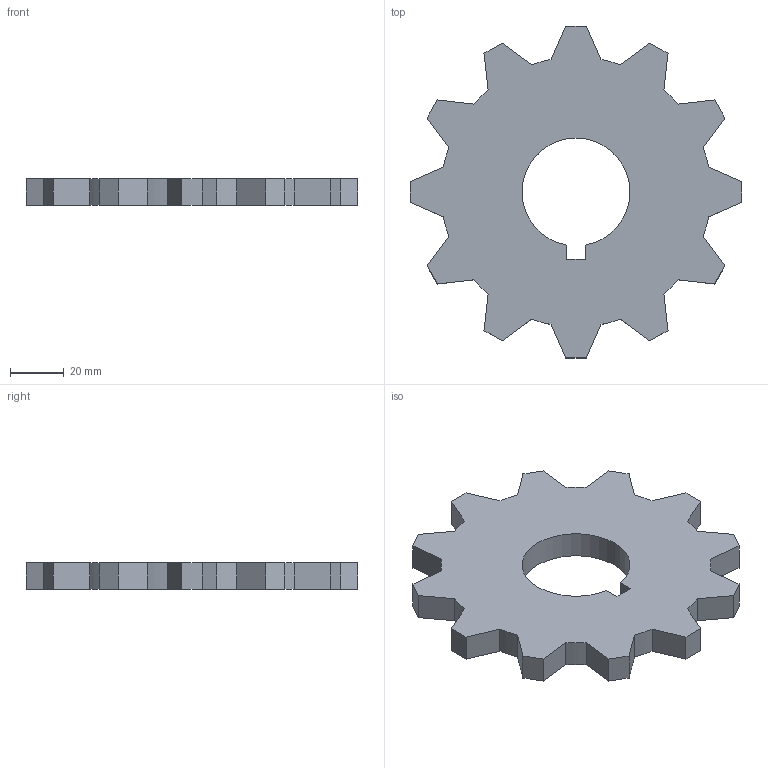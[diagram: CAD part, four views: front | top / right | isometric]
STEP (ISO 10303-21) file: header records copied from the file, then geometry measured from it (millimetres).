
FILE_DESCRIPTION (( 'STEP AP214' ), '1' );
FILE_NAME ('Gear_1.STEP', '2020-10-28T10:09:05', ( '' ), ( '' ), 'SwSTEP 2.0', 'SolidWorks 2019', '' );
FILE_SCHEMA (( 'AUTOMOTIVE_DESIGN' ));
Length unit declared in the file: centimetre
Products named in the file (1): Gear_1
Bounding box: 123.1 x 123.1 x 10 mm (x, y, z)
Volume: 83894.2 mm3; surface area: 23223 mm2
Topology: 1 solids, 1 shells, 56 faces, 162 edges, 108 vertices
Faces by surface type: plane 41, cylinder 15
Entity records: 1874 total; most frequent: CARTESIAN_POINT 327, ORIENTED_EDGE 324, DIRECTION 306, EDGE_CURVE 162, LINE 132, VECTOR 132, VERTEX_POINT 108, AXIS2_PLACEMENT_3D 87
